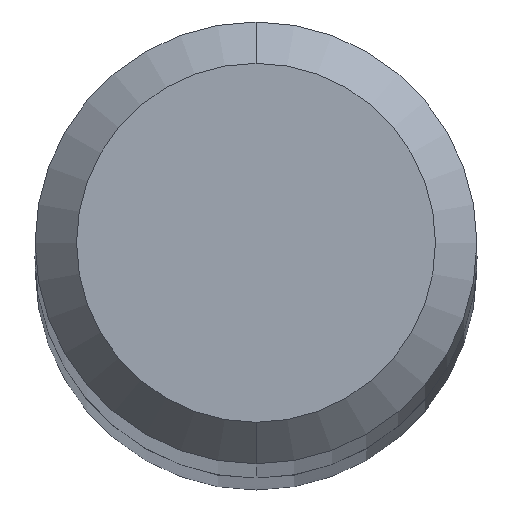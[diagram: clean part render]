
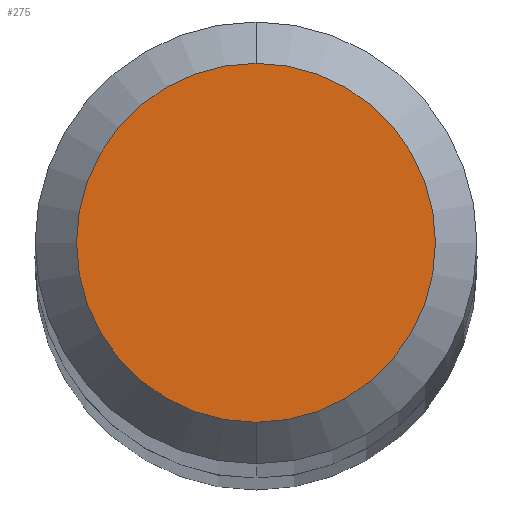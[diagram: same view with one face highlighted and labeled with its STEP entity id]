
A CAD part, top view. The second image highlights one B-rep face of the part: STEP entity #275.
In plain terms, the highlighted planar face has unit normal (0, 0, 1).
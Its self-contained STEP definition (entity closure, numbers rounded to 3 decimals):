
#199=VERTEX_POINT('',#476);
#271=EDGE_CURVE('',#199,#357,#554,.T.);
#275=ADVANCED_FACE('',(#558),#559,.T.);
#357=VERTEX_POINT('',#651);
#403=EDGE_CURVE('',#357,#199,#703,.T.);
#476=CARTESIAN_POINT('',(0.0,1.3,0.0));
#554=CIRCLE('',#997,1.3);
#558=FACE_OUTER_BOUND('',#1003,.T.);
#559=PLANE('',#1004);
#651=CARTESIAN_POINT('',(0.,-1.3,0.0));
#703=CIRCLE('',#1294,1.3);
#997=AXIS2_PLACEMENT_3D('',#1426,#1427,#1428);
#1003=EDGE_LOOP('',(#1431,#1432));
#1004=AXIS2_PLACEMENT_3D('',#1433,#1434,#1435);
#1294=AXIS2_PLACEMENT_3D('',#1607,#1608,#1609);
#1426=CARTESIAN_POINT('',(0.0,0.0,0.0));
#1427=DIRECTION('',(0.0,0.0,-1.0));
#1428=DIRECTION('',(0.0,1.0,0.0));
#1431=ORIENTED_EDGE('',*,*,#271,.F.);
#1432=ORIENTED_EDGE('',*,*,#403,.F.);
#1433=CARTESIAN_POINT('',(0.0,0.65,0.0));
#1434=DIRECTION('',(-0.0,0.0,1.0));
#1435=DIRECTION('',(0.0,-1.0,0.0));
#1607=CARTESIAN_POINT('',(0.0,0.0,0.0));
#1608=DIRECTION('',(0.0,0.0,-1.0));
#1609=DIRECTION('',(0.0,1.0,0.0));
